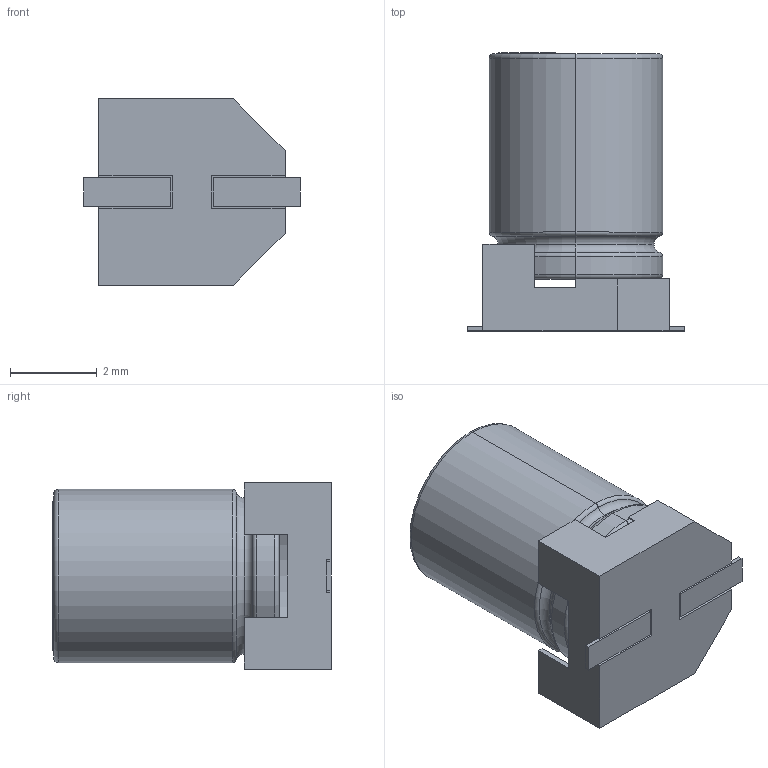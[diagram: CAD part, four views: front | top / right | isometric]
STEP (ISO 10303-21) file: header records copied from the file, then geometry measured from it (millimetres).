
FILE_DESCRIPTION (( 'STEP AP214' ), '1' );
FILE_NAME ('User Library-9B.STEP', '2015-05-12T02:20:05', ( 'Windows User' ), ( '' ), 'SwSTEP 2.0', 'SolidWorks 2015', '' );
FILE_SCHEMA (( 'AUTOMOTIVE_DESIGN' ));
Length unit declared in the file: millimetre
Products named in the file (1): User Library-9B
Bounding box: 5 x 6.42 x 4.3 mm (x, y, z)
Volume: 83.2 mm3; surface area: 154.9 mm2
Topology: 2 solids, 2 shells, 61 faces, 150 edges, 94 vertices
Faces by surface type: plane 41, torus 12, cylinder 8
Entity records: 2437 total; most frequent: DIRECTION 312, CARTESIAN_POINT 306, ORIENTED_EDGE 300, EDGE_CURVE 150, VECTOR 112, LINE 112, AXIS2_PLACEMENT_3D 100, VERTEX_POINT 94
